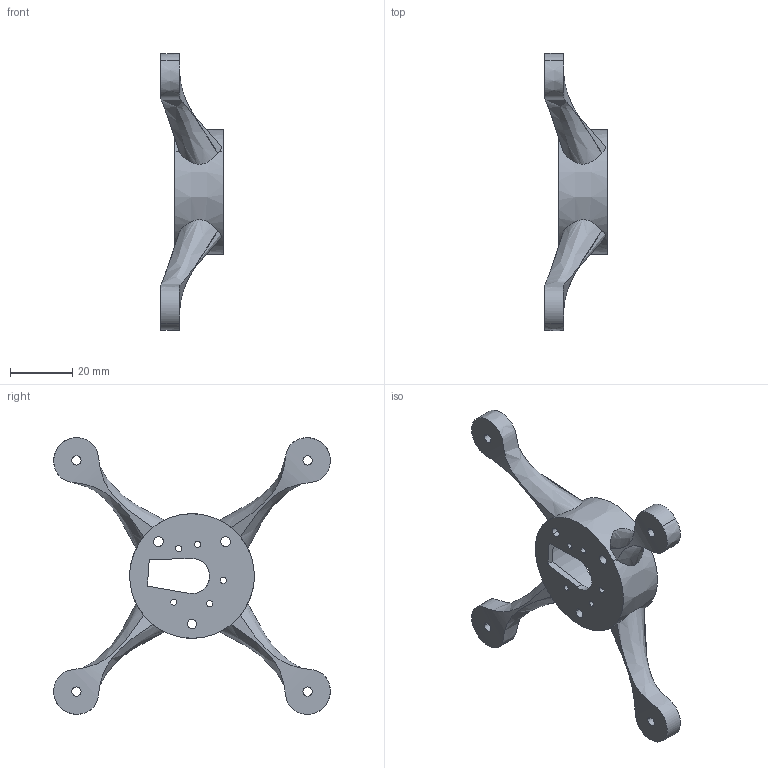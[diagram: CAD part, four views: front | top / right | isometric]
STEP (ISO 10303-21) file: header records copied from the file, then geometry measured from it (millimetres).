
FILE_DESCRIPTION(/* description */ (''),/* implementation_level */ '2;1');
FILE_NAME(/* name */ 'MOTORT~1',/* time_stamp */ '2017-11-18T16:35:58+01:00',/* author */ (''),/* organization */ (''),/* preprocessor_version */ 'ST-DEVELOPER v15',/* originating_system */ '',/* authorisation */ '');
FILE_SCHEMA (('AUTOMOTIVE_DESIGN'));
Length unit declared in the file: millimetre
Products named in the file (1): Document
Bounding box: 20.05 x 88.94 x 88.94 mm (x, y, z)
Surface area: 11105.7 mm2 (no closed solid volume)
Topology: 0 solids, 1 shells, 60 faces, 181 edges, 110 vertices
Faces by surface type: bspline 57, plane 3
Entity records: 3460 total; most frequent: CARTESIAN_POINT 2453, ORIENTED_EDGE 338, EDGE_CURVE 181, VERTEX_POINT 110, EDGE_LOOP 89, B_SPLINE_CURVE_WITH_KNOTS 75, ADVANCED_FACE 60, FACE_OUTER_BOUND 60
